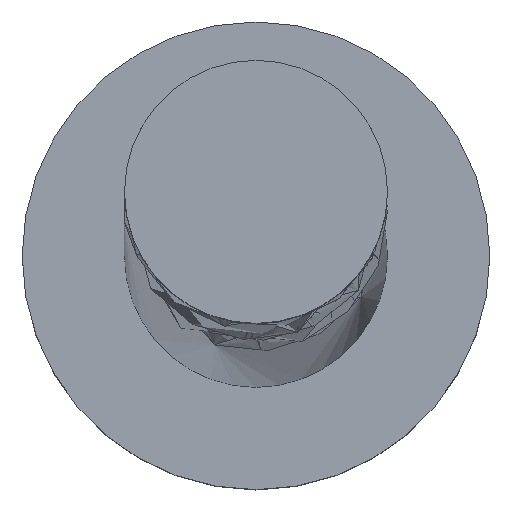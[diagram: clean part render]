
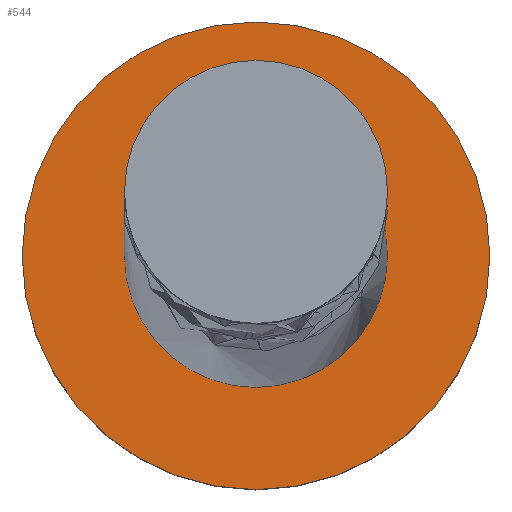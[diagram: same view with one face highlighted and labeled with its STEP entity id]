
A CAD part, top view. The second image highlights one B-rep face of the part: STEP entity #544.
In plain terms, the highlighted planar face has unit normal (0, 0, 1).
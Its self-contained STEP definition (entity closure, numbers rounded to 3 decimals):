
#78 = CARTESIAN_POINT ( 'NONE',  ( -4., 0., 3. ) ) ;
#80 = ORIENTED_EDGE ( 'NONE', *, *, #1193, .T. ) ;
#100 = CARTESIAN_POINT ( 'NONE',  ( 4., 0., 3. ) ) ;
#160 = AXIS2_PLACEMENT_3D ( 'NONE', #964, #1417, #1088 ) ;
#184 = EDGE_CURVE ( 'NONE', #1595, #735, #974, .T. ) ;
#196 = EDGE_CURVE ( 'NONE', #735, #1595, #753, .T. ) ;
#211 = DIRECTION ( 'NONE',  ( 0., 0., 1. ) ) ;
#301 = ORIENTED_EDGE ( 'NONE', *, *, #184, .F. ) ;
#450 = VERTEX_POINT ( 'NONE', #78 ) ;
#457 = DIRECTION ( 'NONE',  ( 0., 0., 1. ) ) ;
#544 = ADVANCED_FACE ( 'NONE', ( #1614, #1000 ), #1950, .T. ) ;
#574 = DIRECTION ( 'NONE',  ( 1., 0., 0. ) ) ;
#605 = CARTESIAN_POINT ( 'NONE',  ( 0., 0., 3. ) ) ;
#689 = ORIENTED_EDGE ( 'NONE', *, *, #1132, .T. ) ;
#735 = VERTEX_POINT ( 'NONE', #1459 ) ;
#753 = CIRCLE ( 'NONE', #160, 2.25 ) ;
#774 = CIRCLE ( 'NONE', #1060, 4. ) ;
#814 = DIRECTION ( 'NONE',  ( 1., 0., 0. ) ) ;
#893 = CIRCLE ( 'NONE', #1432, 4. ) ;
#911 = CARTESIAN_POINT ( 'NONE',  ( 2.25, 0., 3. ) ) ;
#964 = CARTESIAN_POINT ( 'NONE',  ( 0., 0., 3. ) ) ;
#974 = CIRCLE ( 'NONE', #1410, 2.25 ) ;
#1000 = FACE_OUTER_BOUND ( 'NONE', #1182, .T. ) ;
#1060 = AXIS2_PLACEMENT_3D ( 'NONE', #1345, #2013, #574 ) ;
#1077 = DIRECTION ( 'NONE',  ( 1., 0., 0. ) ) ;
#1088 = DIRECTION ( 'NONE',  ( 1., 0., 0. ) ) ;
#1132 = EDGE_CURVE ( 'NONE', #450, #1630, #893, .T. ) ;
#1182 = EDGE_LOOP ( 'NONE', ( #689, #80 ) ) ;
#1193 = EDGE_CURVE ( 'NONE', #1630, #450, #774, .T. ) ;
#1213 = ORIENTED_EDGE ( 'NONE', *, *, #196, .F. ) ;
#1345 = CARTESIAN_POINT ( 'NONE',  ( 0., 0., 3. ) ) ;
#1410 = AXIS2_PLACEMENT_3D ( 'NONE', #1430, #1927, #1077 ) ;
#1417 = DIRECTION ( 'NONE',  ( 0., 0., 1. ) ) ;
#1430 = CARTESIAN_POINT ( 'NONE',  ( 0., 0., 3. ) ) ;
#1432 = AXIS2_PLACEMENT_3D ( 'NONE', #605, #457, #1661 ) ;
#1459 = CARTESIAN_POINT ( 'NONE',  ( -2.25, 0., 3. ) ) ;
#1491 = EDGE_LOOP ( 'NONE', ( #1213, #301 ) ) ;
#1595 = VERTEX_POINT ( 'NONE', #911 ) ;
#1614 = FACE_BOUND ( 'NONE', #1491, .T. ) ;
#1630 = VERTEX_POINT ( 'NONE', #100 ) ;
#1661 = DIRECTION ( 'NONE',  ( 1., 0., 0. ) ) ;
#1783 = CARTESIAN_POINT ( 'NONE',  ( 0., 0., 3. ) ) ;
#1920 = AXIS2_PLACEMENT_3D ( 'NONE', #1783, #211, #814 ) ;
#1927 = DIRECTION ( 'NONE',  ( 0., 0., 1. ) ) ;
#1950 = PLANE ( 'NONE',  #1920 ) ;
#2013 = DIRECTION ( 'NONE',  ( 0., 0., 1. ) ) ;
